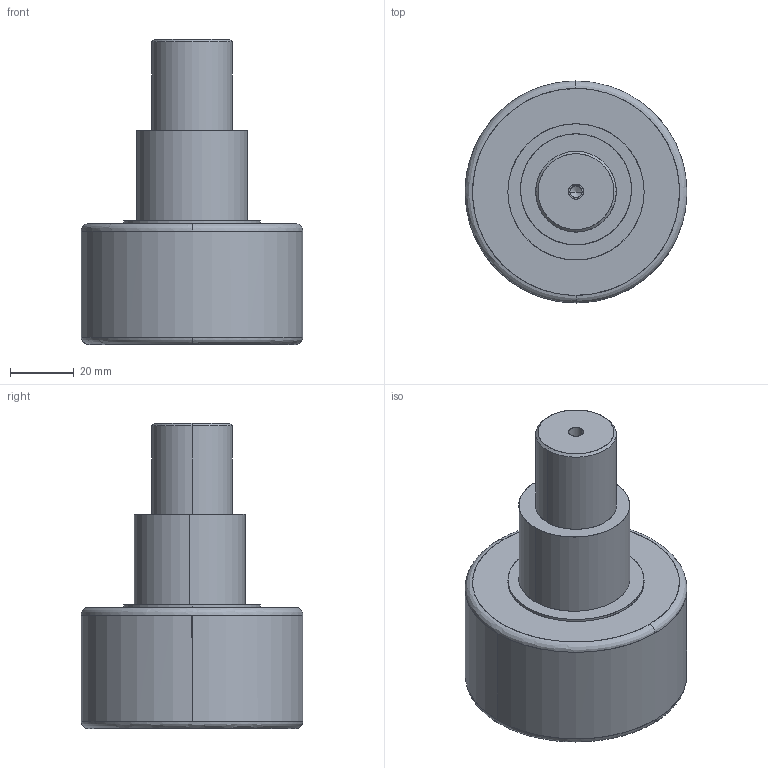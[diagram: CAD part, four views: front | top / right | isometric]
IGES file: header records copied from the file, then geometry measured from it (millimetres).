
Start section: SolidWorks IGES file using analytic representation for surfaces
Global section: file name: CFDEFAU08121639161753.igs; native system: SolidWorks 2017; preprocessor: SolidWorks 2017; author: partstream; date: 170812.163919; units: millimetre
Bounding box: 69.85 x 69.85 x 96.04 mm (x, y, z)
Surface area: 22432.6 mm2 (no closed solid volume)
Topology: 0 solids, 0 shells, 33 faces, 695 edges, 697 vertices
Faces by surface type: bspline 17, revolution 16
